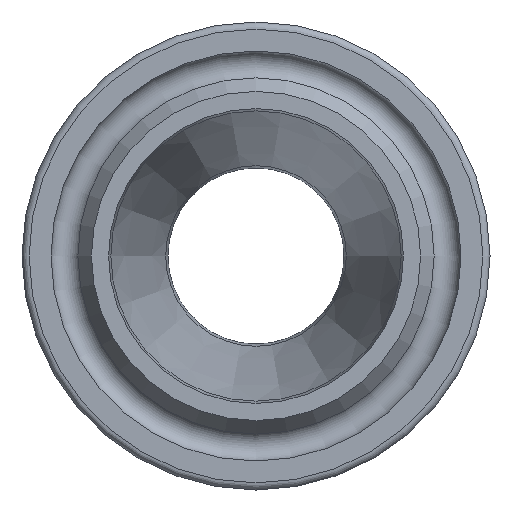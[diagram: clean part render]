
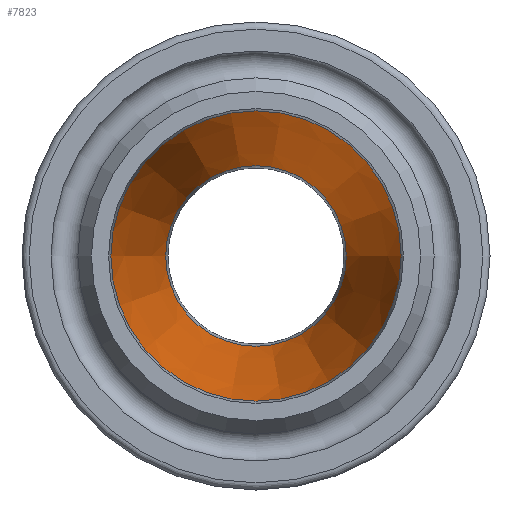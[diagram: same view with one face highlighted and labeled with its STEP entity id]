
A CAD part, left-side view. The second image highlights one B-rep face of the part: STEP entity #7823.
In plain terms, the highlighted conical face has half-angle 11.31 degrees and reference radius 6.287 mm.
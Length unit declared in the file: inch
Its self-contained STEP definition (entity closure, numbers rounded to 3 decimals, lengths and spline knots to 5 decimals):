
#17=CONICAL_SURFACE('',#8273,0.2475,11.31);
#136=FACE_BOUND('',#1442,.T.);
#945=FACE_OUTER_BOUND('',#1441,.T.);
#1441=EDGE_LOOP('',(#7270));
#1442=EDGE_LOOP('',(#7271,#7272));
#1627=CIRCLE('',#8271,0.30515);
#1628=CIRCLE('',#8272,0.30515);
#1629=CIRCLE('',#8274,0.18985);
#3832=VERTEX_POINT('',#17393);
#3833=VERTEX_POINT('',#17394);
#3834=VERTEX_POINT('',#17401);
#4979=EDGE_CURVE('',#3832,#3833,#1627,.T.);
#4981=EDGE_CURVE('',#3833,#3832,#1628,.T.);
#4982=EDGE_CURVE('',#3834,#3834,#1629,.T.);
#7270=ORIENTED_EDGE('',*,*,#4982,.F.);
#7271=ORIENTED_EDGE('',*,*,#4979,.F.);
#7272=ORIENTED_EDGE('',*,*,#4981,.F.);
#7823=ADVANCED_FACE('',(#945,#136),#17,.F.);
#8271=AXIS2_PLACEMENT_3D('',#17395,#9669,#9670);
#8272=AXIS2_PLACEMENT_3D('',#17399,#9671,#9672);
#8273=AXIS2_PLACEMENT_3D('',#17400,#9673,#9674);
#8274=AXIS2_PLACEMENT_3D('',#17402,#9675,#9676);
#9669=DIRECTION('center_axis',(1.,0.,0.));
#9670=DIRECTION('ref_axis',(0.,-1.,0.));
#9671=DIRECTION('center_axis',(1.,0.,0.));
#9672=DIRECTION('ref_axis',(0.,-1.,0.));
#9673=DIRECTION('center_axis',(-1.,0.,0.));
#9674=DIRECTION('ref_axis',(0.,1.,0.));
#9675=DIRECTION('center_axis',(-1.,0.,0.));
#9676=DIRECTION('ref_axis',(0.,-1.,0.));
#17393=CARTESIAN_POINT('',(0.39927,0.30515,0.));
#17394=CARTESIAN_POINT('',(0.39927,0.,0.30515));
#17395=CARTESIAN_POINT('Origin',(0.39927,0.,0.));
#17399=CARTESIAN_POINT('Origin',(0.39927,0.,0.));
#17400=CARTESIAN_POINT('Origin',(0.6875,0.,0.));
#17401=CARTESIAN_POINT('',(0.97573,0.18985,0.));
#17402=CARTESIAN_POINT('Origin',(0.97573,0.,0.));
